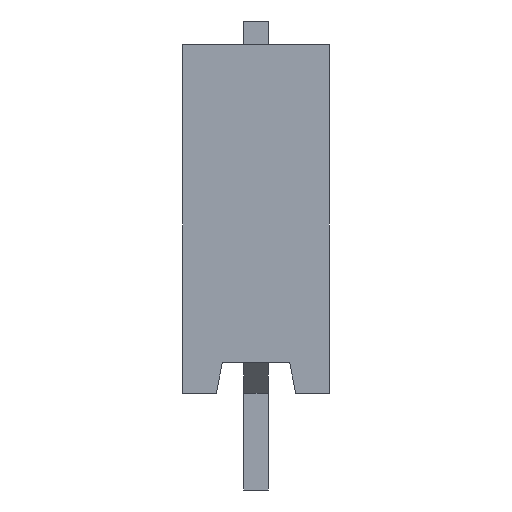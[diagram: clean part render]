
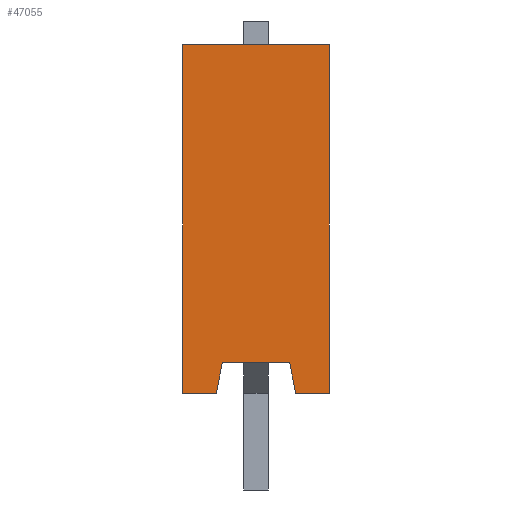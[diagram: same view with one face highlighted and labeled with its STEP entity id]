
A CAD part, left-side view. The second image highlights one B-rep face of the part: STEP entity #47055.
In plain terms, the highlighted planar face has unit normal (-1, 0, 0).
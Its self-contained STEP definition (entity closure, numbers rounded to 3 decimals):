
#43511 = PLANE('',#43512);
#43512 = AXIS2_PLACEMENT_3D('',#43513,#43514,#43515);
#43513 = CARTESIAN_POINT('',(-14.99,-0.55,0.505));
#43514 = DIRECTION('',(0.,-0.981,0.196));
#43515 = DIRECTION('',(0.,-0.196,-0.981));
#44558 = PLANE('',#44559);
#44559 = AXIS2_PLACEMENT_3D('',#44560,#44561,#44562);
#44560 = CARTESIAN_POINT('',(-14.99,0.65,0.005));
#44561 = DIRECTION('',(0.,0.981,0.196));
#44562 = DIRECTION('',(0.,-0.196,0.981));
#44951 = PLANE('',#44952);
#44952 = AXIS2_PLACEMENT_3D('',#44953,#44954,#44955);
#44953 = CARTESIAN_POINT('',(-33.02,0.,
    0.005));
#44954 = DIRECTION('',(0.,0.,-1.));
#44955 = DIRECTION('',(1.,0.,0.));
#45044 = VERTEX_POINT('',#45045);
#45045 = CARTESIAN_POINT('',(-18.03,-0.65,0.005));
#45124 = VERTEX_POINT('',#45125);
#45125 = CARTESIAN_POINT('',(-18.03,-0.55,0.505));
#45139 = PLANE('',#45140);
#45140 = AXIS2_PLACEMENT_3D('',#45141,#45142,#45143);
#45141 = CARTESIAN_POINT('',(-14.99,0.55,0.505));
#45142 = DIRECTION('',(0.,0.,1.));
#45143 = DIRECTION('',(-1.,-0.,0.));
#45151 = EDGE_CURVE('',#45044,#45124,#45152,.T.);
#45152 = SURFACE_CURVE('',#45153,(#45157,#45164),.PCURVE_S1.);
#45153 = LINE('',#45154,#45155);
#45154 = CARTESIAN_POINT('',(-18.03,-0.55,0.505));
#45155 = VECTOR('',#45156,1.);
#45156 = DIRECTION('',(0.,0.196,0.981));
#45157 = PCURVE('',#43511,#45158);
#45158 = DEFINITIONAL_REPRESENTATION('',(#45159),#45163);
#45159 = LINE('',#45160,#45161);
#45160 = CARTESIAN_POINT('',(0.,-3.04));
#45161 = VECTOR('',#45162,1.);
#45162 = DIRECTION('',(-1.,0.));
#45163 = ( GEOMETRIC_REPRESENTATION_CONTEXT(2) 
PARAMETRIC_REPRESENTATION_CONTEXT() REPRESENTATION_CONTEXT('2D SPACE',''
  ) );
#45164 = PCURVE('',#45165,#45170);
#45165 = PLANE('',#45166);
#45166 = AXIS2_PLACEMENT_3D('',#45167,#45168,#45169);
#45167 = CARTESIAN_POINT('',(-18.03,0.,5.705));
#45168 = DIRECTION('',(1.,0.,0.));
#45169 = DIRECTION('',(0.,0.,1.));
#45170 = DEFINITIONAL_REPRESENTATION('',(#45171),#45175);
#45171 = LINE('',#45172,#45173);
#45172 = CARTESIAN_POINT('',(-5.2,0.55));
#45173 = VECTOR('',#45174,1.);
#45174 = DIRECTION('',(0.981,-0.196));
#45175 = ( GEOMETRIC_REPRESENTATION_CONTEXT(2) 
PARAMETRIC_REPRESENTATION_CONTEXT() REPRESENTATION_CONTEXT('2D SPACE',''
  ) );
#46583 = VERTEX_POINT('',#46584);
#46584 = CARTESIAN_POINT('',(-18.03,0.55,0.505));
#46656 = VERTEX_POINT('',#46657);
#46657 = CARTESIAN_POINT('',(-18.03,0.65,0.005));
#46671 = PLANE('',#46672);
#46672 = AXIS2_PLACEMENT_3D('',#46673,#46674,#46675);
#46673 = CARTESIAN_POINT('',(-33.02,0.,
    0.005));
#46674 = DIRECTION('',(0.,0.,-1.));
#46675 = DIRECTION('',(1.,0.,0.));
#46683 = EDGE_CURVE('',#46583,#46656,#46684,.T.);
#46684 = SURFACE_CURVE('',#46685,(#46689,#46696),.PCURVE_S1.);
#46685 = LINE('',#46686,#46687);
#46686 = CARTESIAN_POINT('',(-18.03,0.65,0.005));
#46687 = VECTOR('',#46688,1.);
#46688 = DIRECTION('',(0.,0.196,-0.981));
#46689 = PCURVE('',#44558,#46690);
#46690 = DEFINITIONAL_REPRESENTATION('',(#46691),#46695);
#46691 = LINE('',#46692,#46693);
#46692 = CARTESIAN_POINT('',(0.,-3.04));
#46693 = VECTOR('',#46694,1.);
#46694 = DIRECTION('',(-1.,0.));
#46695 = ( GEOMETRIC_REPRESENTATION_CONTEXT(2) 
PARAMETRIC_REPRESENTATION_CONTEXT() REPRESENTATION_CONTEXT('2D SPACE',''
  ) );
#46696 = PCURVE('',#45165,#46697);
#46697 = DEFINITIONAL_REPRESENTATION('',(#46698),#46702);
#46698 = LINE('',#46699,#46700);
#46699 = CARTESIAN_POINT('',(-5.7,-0.65));
#46700 = VECTOR('',#46701,1.);
#46701 = DIRECTION('',(-0.981,-0.196));
#46702 = ( GEOMETRIC_REPRESENTATION_CONTEXT(2) 
PARAMETRIC_REPRESENTATION_CONTEXT() REPRESENTATION_CONTEXT('2D SPACE',''
  ) );
#46956 = EDGE_CURVE('',#45044,#46957,#46959,.T.);
#46957 = VERTEX_POINT('',#46958);
#46958 = CARTESIAN_POINT('',(-18.03,-1.2,0.005));
#46959 = SURFACE_CURVE('',#46960,(#46964,#46971),.PCURVE_S1.);
#46960 = LINE('',#46961,#46962);
#46961 = CARTESIAN_POINT('',(-18.03,0.,
    0.005));
#46962 = VECTOR('',#46963,1.);
#46963 = DIRECTION('',(0.,-1.,0.));
#46964 = PCURVE('',#44951,#46965);
#46965 = DEFINITIONAL_REPRESENTATION('',(#46966),#46970);
#46966 = LINE('',#46967,#46968);
#46967 = CARTESIAN_POINT('',(14.99,0.));
#46968 = VECTOR('',#46969,1.);
#46969 = DIRECTION('',(0.,1.));
#46970 = ( GEOMETRIC_REPRESENTATION_CONTEXT(2) 
PARAMETRIC_REPRESENTATION_CONTEXT() REPRESENTATION_CONTEXT('2D SPACE',''
  ) );
#46971 = PCURVE('',#45165,#46972);
#46972 = DEFINITIONAL_REPRESENTATION('',(#46973),#46977);
#46973 = LINE('',#46974,#46975);
#46974 = CARTESIAN_POINT('',(-5.7,0.));
#46975 = VECTOR('',#46976,1.);
#46976 = DIRECTION('',(0.,1.));
#46977 = ( GEOMETRIC_REPRESENTATION_CONTEXT(2) 
PARAMETRIC_REPRESENTATION_CONTEXT() REPRESENTATION_CONTEXT('2D SPACE',''
  ) );
#46995 = PLANE('',#46996);
#46996 = AXIS2_PLACEMENT_3D('',#46997,#46998,#46999);
#46997 = CARTESIAN_POINT('',(-51.05,-1.2,0.005));
#46998 = DIRECTION('',(0.,1.,0.));
#46999 = DIRECTION('',(0.,0.,1.));
#47055 = ADVANCED_FACE('',(#47056),#45165,.F.);
#47056 = FACE_BOUND('',#47057,.T.);
#47057 = EDGE_LOOP('',(#47058,#47081,#47082,#47103,#47104,#47105,#47128,
    #47156));
#47058 = ORIENTED_EDGE('',*,*,#47059,.T.);
#47059 = EDGE_CURVE('',#47060,#46656,#47062,.T.);
#47060 = VERTEX_POINT('',#47061);
#47061 = CARTESIAN_POINT('',(-18.03,1.2,0.005));
#47062 = SURFACE_CURVE('',#47063,(#47067,#47074),.PCURVE_S1.);
#47063 = LINE('',#47064,#47065);
#47064 = CARTESIAN_POINT('',(-18.03,0.,
    0.005));
#47065 = VECTOR('',#47066,1.);
#47066 = DIRECTION('',(0.,-1.,0.));
#47067 = PCURVE('',#45165,#47068);
#47068 = DEFINITIONAL_REPRESENTATION('',(#47069),#47073);
#47069 = LINE('',#47070,#47071);
#47070 = CARTESIAN_POINT('',(-5.7,0.));
#47071 = VECTOR('',#47072,1.);
#47072 = DIRECTION('',(0.,1.));
#47073 = ( GEOMETRIC_REPRESENTATION_CONTEXT(2) 
PARAMETRIC_REPRESENTATION_CONTEXT() REPRESENTATION_CONTEXT('2D SPACE',''
  ) );
#47074 = PCURVE('',#46671,#47075);
#47075 = DEFINITIONAL_REPRESENTATION('',(#47076),#47080);
#47076 = LINE('',#47077,#47078);
#47077 = CARTESIAN_POINT('',(14.99,0.));
#47078 = VECTOR('',#47079,1.);
#47079 = DIRECTION('',(0.,1.));
#47080 = ( GEOMETRIC_REPRESENTATION_CONTEXT(2) 
PARAMETRIC_REPRESENTATION_CONTEXT() REPRESENTATION_CONTEXT('2D SPACE',''
  ) );
#47081 = ORIENTED_EDGE('',*,*,#46683,.F.);
#47082 = ORIENTED_EDGE('',*,*,#47083,.F.);
#47083 = EDGE_CURVE('',#45124,#46583,#47084,.T.);
#47084 = SURFACE_CURVE('',#47085,(#47089,#47096),.PCURVE_S1.);
#47085 = LINE('',#47086,#47087);
#47086 = CARTESIAN_POINT('',(-18.03,0.55,0.505));
#47087 = VECTOR('',#47088,1.);
#47088 = DIRECTION('',(0.,1.,0.));
#47089 = PCURVE('',#45165,#47090);
#47090 = DEFINITIONAL_REPRESENTATION('',(#47091),#47095);
#47091 = LINE('',#47092,#47093);
#47092 = CARTESIAN_POINT('',(-5.2,-0.55));
#47093 = VECTOR('',#47094,1.);
#47094 = DIRECTION('',(0.,-1.));
#47095 = ( GEOMETRIC_REPRESENTATION_CONTEXT(2) 
PARAMETRIC_REPRESENTATION_CONTEXT() REPRESENTATION_CONTEXT('2D SPACE',''
  ) );
#47096 = PCURVE('',#45139,#47097);
#47097 = DEFINITIONAL_REPRESENTATION('',(#47098),#47102);
#47098 = LINE('',#47099,#47100);
#47099 = CARTESIAN_POINT('',(3.04,0.));
#47100 = VECTOR('',#47101,1.);
#47101 = DIRECTION('',(0.,-1.));
#47102 = ( GEOMETRIC_REPRESENTATION_CONTEXT(2) 
PARAMETRIC_REPRESENTATION_CONTEXT() REPRESENTATION_CONTEXT('2D SPACE',''
  ) );
#47103 = ORIENTED_EDGE('',*,*,#45151,.F.);
#47104 = ORIENTED_EDGE('',*,*,#46956,.T.);
#47105 = ORIENTED_EDGE('',*,*,#47106,.F.);
#47106 = EDGE_CURVE('',#47107,#46957,#47109,.T.);
#47107 = VERTEX_POINT('',#47108);
#47108 = CARTESIAN_POINT('',(-18.03,-1.2,5.705));
#47109 = SURFACE_CURVE('',#47110,(#47114,#47121),.PCURVE_S1.);
#47110 = LINE('',#47111,#47112);
#47111 = CARTESIAN_POINT('',(-18.03,-1.2,0.005));
#47112 = VECTOR('',#47113,1.);
#47113 = DIRECTION('',(0.,0.,-1.));
#47114 = PCURVE('',#45165,#47115);
#47115 = DEFINITIONAL_REPRESENTATION('',(#47116),#47120);
#47116 = LINE('',#47117,#47118);
#47117 = CARTESIAN_POINT('',(-5.7,1.2));
#47118 = VECTOR('',#47119,1.);
#47119 = DIRECTION('',(-1.,0.));
#47120 = ( GEOMETRIC_REPRESENTATION_CONTEXT(2) 
PARAMETRIC_REPRESENTATION_CONTEXT() REPRESENTATION_CONTEXT('2D SPACE',''
  ) );
#47121 = PCURVE('',#46995,#47122);
#47122 = DEFINITIONAL_REPRESENTATION('',(#47123),#47127);
#47123 = LINE('',#47124,#47125);
#47124 = CARTESIAN_POINT('',(0.,33.02));
#47125 = VECTOR('',#47126,1.);
#47126 = DIRECTION('',(-1.,0.));
#47127 = ( GEOMETRIC_REPRESENTATION_CONTEXT(2) 
PARAMETRIC_REPRESENTATION_CONTEXT() REPRESENTATION_CONTEXT('2D SPACE',''
  ) );
#47128 = ORIENTED_EDGE('',*,*,#47129,.F.);
#47129 = EDGE_CURVE('',#47130,#47107,#47132,.T.);
#47130 = VERTEX_POINT('',#47131);
#47131 = CARTESIAN_POINT('',(-18.03,1.2,5.705));
#47132 = SURFACE_CURVE('',#47133,(#47137,#47144),.PCURVE_S1.);
#47133 = LINE('',#47134,#47135);
#47134 = CARTESIAN_POINT('',(-18.03,0.,5.705));
#47135 = VECTOR('',#47136,1.);
#47136 = DIRECTION('',(0.,-1.,0.));
#47137 = PCURVE('',#45165,#47138);
#47138 = DEFINITIONAL_REPRESENTATION('',(#47139),#47143);
#47139 = LINE('',#47140,#47141);
#47140 = CARTESIAN_POINT('',(0.,0.));
#47141 = VECTOR('',#47142,1.);
#47142 = DIRECTION('',(0.,1.));
#47143 = ( GEOMETRIC_REPRESENTATION_CONTEXT(2) 
PARAMETRIC_REPRESENTATION_CONTEXT() REPRESENTATION_CONTEXT('2D SPACE',''
  ) );
#47144 = PCURVE('',#47145,#47150);
#47145 = PLANE('',#47146);
#47146 = AXIS2_PLACEMENT_3D('',#47147,#47148,#47149);
#47147 = CARTESIAN_POINT('',(-33.02,0.,5.705));
#47148 = DIRECTION('',(0.,0.,-1.));
#47149 = DIRECTION('',(1.,0.,0.));
#47150 = DEFINITIONAL_REPRESENTATION('',(#47151),#47155);
#47151 = LINE('',#47152,#47153);
#47152 = CARTESIAN_POINT('',(14.99,0.));
#47153 = VECTOR('',#47154,1.);
#47154 = DIRECTION('',(0.,1.));
#47155 = ( GEOMETRIC_REPRESENTATION_CONTEXT(2) 
PARAMETRIC_REPRESENTATION_CONTEXT() REPRESENTATION_CONTEXT('2D SPACE',''
  ) );
#47156 = ORIENTED_EDGE('',*,*,#47157,.F.);
#47157 = EDGE_CURVE('',#47060,#47130,#47158,.T.);
#47158 = SURFACE_CURVE('',#47159,(#47163,#47170),.PCURVE_S1.);
#47159 = LINE('',#47160,#47161);
#47160 = CARTESIAN_POINT('',(-18.03,1.2,0.005));
#47161 = VECTOR('',#47162,1.);
#47162 = DIRECTION('',(0.,0.,1.));
#47163 = PCURVE('',#45165,#47164);
#47164 = DEFINITIONAL_REPRESENTATION('',(#47165),#47169);
#47165 = LINE('',#47166,#47167);
#47166 = CARTESIAN_POINT('',(-5.7,-1.2));
#47167 = VECTOR('',#47168,1.);
#47168 = DIRECTION('',(1.,0.));
#47169 = ( GEOMETRIC_REPRESENTATION_CONTEXT(2) 
PARAMETRIC_REPRESENTATION_CONTEXT() REPRESENTATION_CONTEXT('2D SPACE',''
  ) );
#47170 = PCURVE('',#47171,#47176);
#47171 = PLANE('',#47172);
#47172 = AXIS2_PLACEMENT_3D('',#47173,#47174,#47175);
#47173 = CARTESIAN_POINT('',(-51.05,1.2,0.005));
#47174 = DIRECTION('',(0.,-1.,0.));
#47175 = DIRECTION('',(0.,0.,-1.));
#47176 = DEFINITIONAL_REPRESENTATION('',(#47177),#47181);
#47177 = LINE('',#47178,#47179);
#47178 = CARTESIAN_POINT('',(0.,33.02));
#47179 = VECTOR('',#47180,1.);
#47180 = DIRECTION('',(-1.,0.));
#47181 = ( GEOMETRIC_REPRESENTATION_CONTEXT(2) 
PARAMETRIC_REPRESENTATION_CONTEXT() REPRESENTATION_CONTEXT('2D SPACE',''
  ) );
